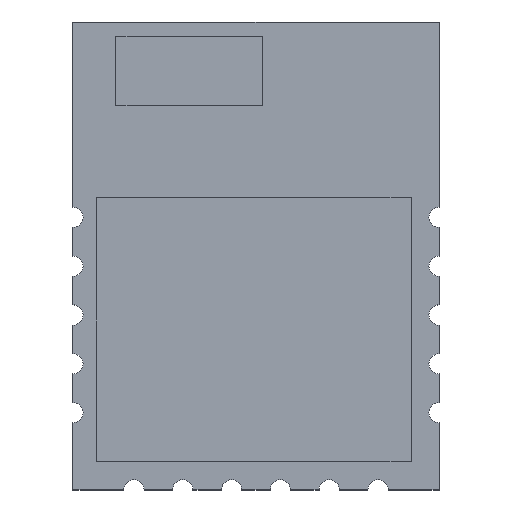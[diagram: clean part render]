
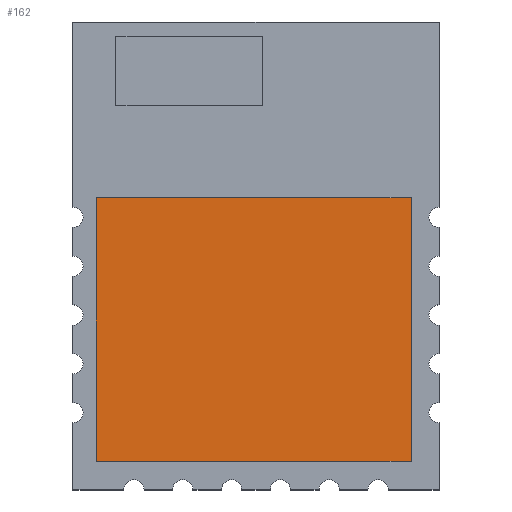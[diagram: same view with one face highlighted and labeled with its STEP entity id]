
A CAD part, top view. The second image highlights one B-rep face of the part: STEP entity #162.
In plain terms, the highlighted planar face has unit normal (0, 0, 1).
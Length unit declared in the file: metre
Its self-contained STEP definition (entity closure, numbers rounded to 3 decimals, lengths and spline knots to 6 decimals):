
#162 = ADVANCED_FACE( '', ( #322 ), #323, .T. );
#322 = FACE_OUTER_BOUND( '', #475, .T. );
#323 = PLANE( '', #476 );
#475 = EDGE_LOOP( '', ( #917, #918, #919, #920 ) );
#476 = AXIS2_PLACEMENT_3D( '', #921, #922, #923 );
#917 = ORIENTED_EDGE( '', *, *, #1069, .F. );
#918 = ORIENTED_EDGE( '', *, *, #943, .T. );
#919 = ORIENTED_EDGE( '', *, *, #1016, .T. );
#920 = ORIENTED_EDGE( '', *, *, #1020, .F. );
#921 = CARTESIAN_POINT( '', ( 0.0045, 0.00575, 0.0021 ) );
#922 = DIRECTION( '', ( 0., 0., 1. ) );
#923 = DIRECTION( '', ( 1., 0., 0. ) );
#943 = EDGE_CURVE( '', #1126, #1124, #1127, .T. );
#1016 = EDGE_CURVE( '', #1124, #1252, #1254, .T. );
#1020 = EDGE_CURVE( '', #1258, #1252, #1260, .T. );
#1069 = EDGE_CURVE( '', #1126, #1258, #1327, .T. );
#1124 = VERTEX_POINT( '', #1393 );
#1126 = VERTEX_POINT( '', #1396 );
#1127 = LINE( '', #1397, #1398 );
#1252 = VERTEX_POINT( '', #1565 );
#1254 = LINE( '', #1568, #1569 );
#1258 = VERTEX_POINT( '', #1574 );
#1260 = LINE( '', #1577, #1578 );
#1327 = LINE( '', #1672, #1673 );
#1393 = CARTESIAN_POINT( '', ( 0.00831, 0.0007, 0.0021 ) );
#1396 = CARTESIAN_POINT( '', ( 0.00058, 0.0007, 0.0021 ) );
#1397 = CARTESIAN_POINT( '', ( 0.004445, 0.0007, 0.0021 ) );
#1398 = VECTOR( '', #1758, 1. );
#1565 = CARTESIAN_POINT( '', ( 0.00831, 0.00718, 0.0021 ) );
#1568 = CARTESIAN_POINT( '', ( 0.00831, 0.00394, 0.0021 ) );
#1569 = VECTOR( '', #1859, 1. );
#1574 = CARTESIAN_POINT( '', ( 0.00058, 0.00718, 0.0021 ) );
#1577 = CARTESIAN_POINT( '', ( 0.004445, 0.00718, 0.0021 ) );
#1578 = VECTOR( '', #1862, 1. );
#1672 = CARTESIAN_POINT( '', ( 0.00058, 0.00394, 0.0021 ) );
#1673 = VECTOR( '', #1908, 1. );
#1758 = DIRECTION( '', ( 1., 0., 0. ) );
#1859 = DIRECTION( '', ( 0., 1., 0. ) );
#1862 = DIRECTION( '', ( 1., 0., 0. ) );
#1908 = DIRECTION( '', ( 0., 1., 0. ) );
